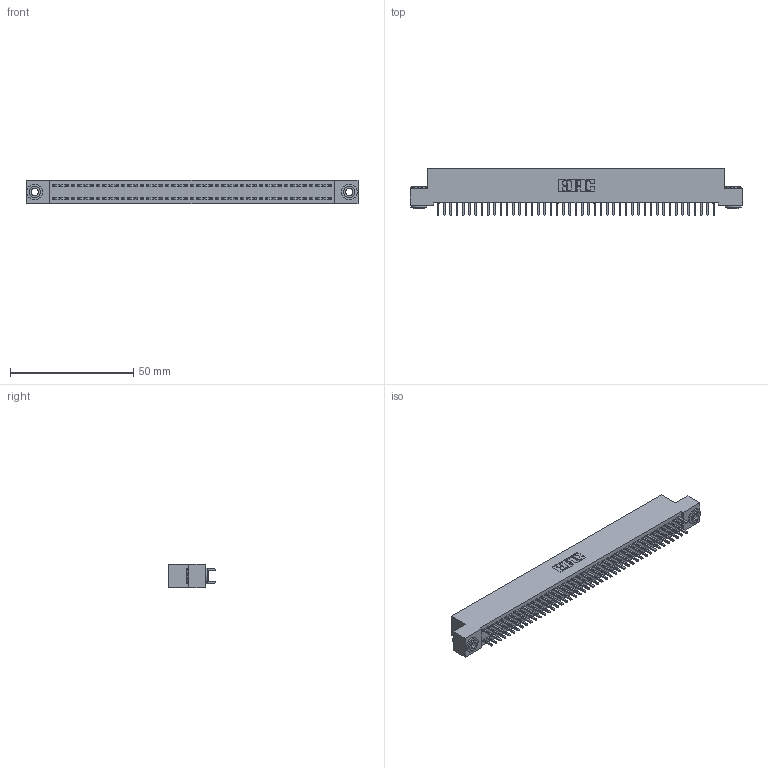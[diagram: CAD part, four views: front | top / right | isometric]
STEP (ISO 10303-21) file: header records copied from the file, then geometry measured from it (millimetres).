
FILE_DESCRIPTION (( 'STEP AP203' ), '1' );
FILE_NAME ('392-090-521-203.STEP', '2019-10-09T18:18:29', ( '' ), ( '' ), 'SwSTEP 2.0', 'SolidWorks 2016', '' );
FILE_SCHEMA (( 'CONFIG_CONTROL_DESIGN' ));
Length unit declared in the file: inch
Products named in the file (4): 392-090-521-203; 342-250-002_345-250-002-102; 342 Part_.156 TH; 345-292-001_345-293-121
Assembly tree (93 placements, depth 2):
  392-090-521-203
    342 Part_.156 TH
    345-292-001_345-293-121  x90
    342-250-002_345-250-002-102  x2
Bounding box: 134.62 x 19.06 x 9.4 mm (x, y, z)
Volume: 12095.9 mm3; surface area: 19728.3 mm2
Topology: 93 solids, 93 shells, 4828 faces, 14325 edges, 9426 vertices
Faces by surface type: plane 3316, cylinder 1504, cone 8
Entity records: 29098 total; most frequent: CARTESIAN_POINT 4793, ORIENTED_EDGE 4722, DIRECTION 4123, EDGE_CURVE 2361, LINE 2209, VECTOR 2209, VERTEX_POINT 1570, AXIS2_PLACEMENT_3D 957
